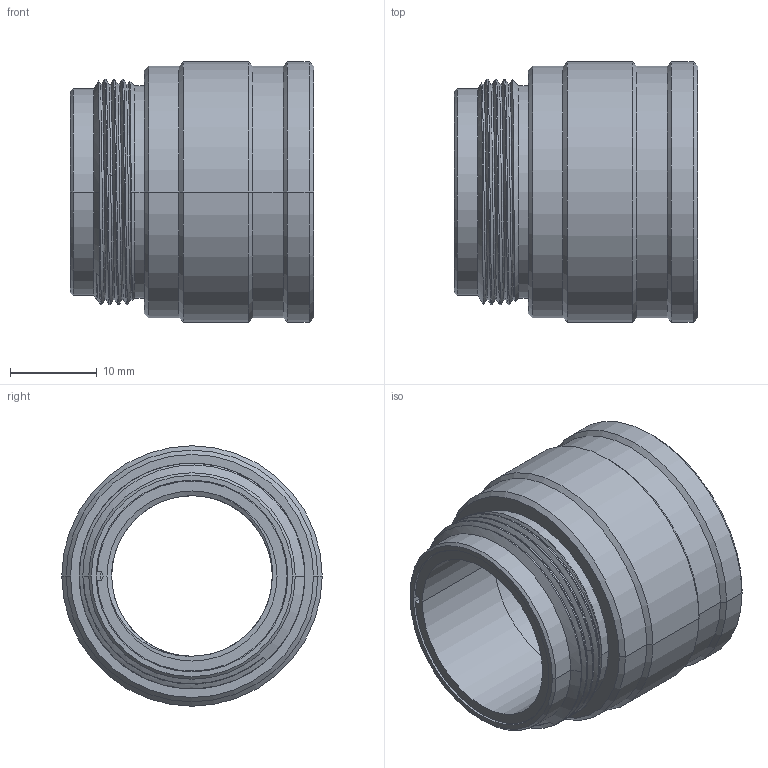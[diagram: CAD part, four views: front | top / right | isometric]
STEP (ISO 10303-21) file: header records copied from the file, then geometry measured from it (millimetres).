
FILE_DESCRIPTION((''),'2;1');
FILE_NAME('13304PM20','2018-09-03T08:27:46',('cgregory'),('NET AG system integration'),'CREO PARAMETRIC BY PTC INC, 2017260','CREO PARAMETRIC BY PTC INC, 2017260','');
FILE_SCHEMA(('AUTOMOTIVE_DESIGN { 1 0 10303 214 1 1 1 1 }'));
Length unit declared in the file: millimetre
Products named in the file (1): 13304PM20
Bounding box: 28 x 30 x 30 mm (x, y, z)
Volume: 8467 mm3; surface area: 7063.3 mm2
Topology: 1 solids, 1 shells, 75 faces, 184 edges, 114 vertices
Faces by surface type: cylinder 32, cone 18, plane 12, bspline 12, torus 1
Entity records: 6419 total; most frequent: CARTESIAN_POINT 4014, ORIENTED_EDGE 368, DIRECTION 319, EDGE_CURVE 184, AXIS2_PLACEMENT_3D 123, VERTEX_POINT 114, EDGE_LOOP 82, FACE_OUTER_BOUND 75
